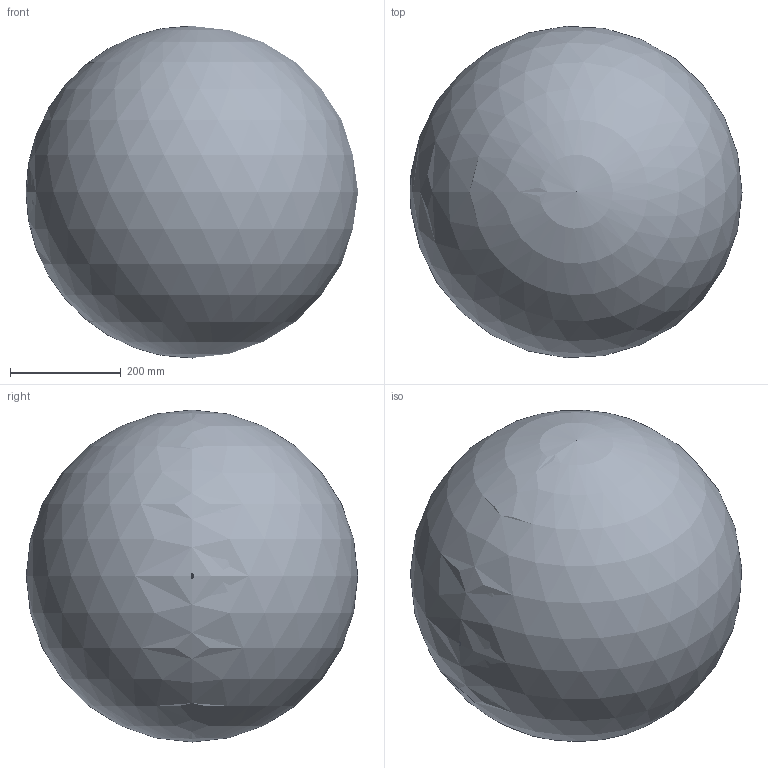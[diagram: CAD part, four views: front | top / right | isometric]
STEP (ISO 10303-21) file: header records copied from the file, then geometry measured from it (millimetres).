
FILE_DESCRIPTION (( 'STEP AP203' ), '1' );
FILE_NAME ('600-EHK.STEP', '2021-08-17T13:39:19', ( '' ), ( '' ), 'SwSTEP 2.0', 'SolidWorks 2018', '' );
FILE_SCHEMA (( 'CONFIG_CONTROL_DESIGN' ));
Length unit declared in the file: millimetre
Products named in the file (2): 600-EHK
Bounding box: 600 x 598.98 x 600 mm (x, y, z)
Volume: 2803937 mm3; surface area: 2243184.4 mm2
Topology: 1 solids, 2 shells, 194 faces, 519 edges, 346 vertices
Faces by surface type: plane 96, bspline 75, sphere 23
Entity records: 9424 total; most frequent: CARTESIAN_POINT 4778, ORIENTED_EDGE 1026, DIRECTION 797, EDGE_CURVE 513, VERTEX_POINT 342, AXIS2_PLACEMENT_3D 313, EDGE_LOOP 213, ADVANCED_FACE 194
